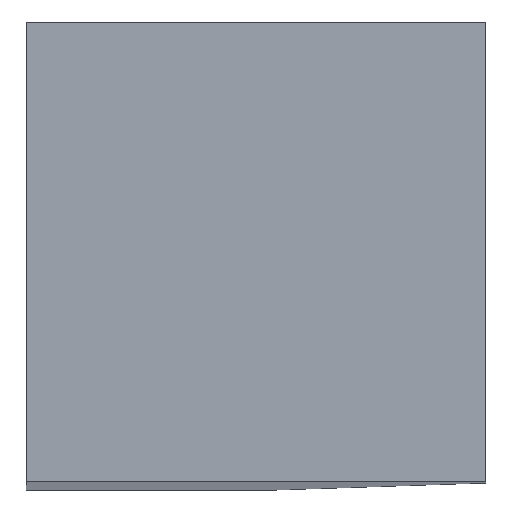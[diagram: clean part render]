
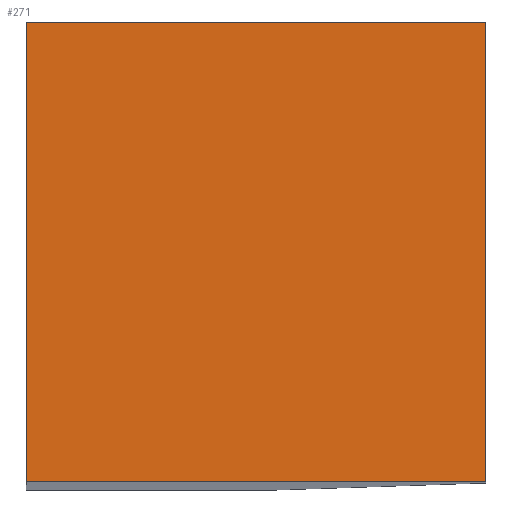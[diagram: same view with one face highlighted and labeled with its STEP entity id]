
A CAD part, top view. The second image highlights one B-rep face of the part: STEP entity #271.
In plain terms, the highlighted planar face has unit normal (0, 0, 1).
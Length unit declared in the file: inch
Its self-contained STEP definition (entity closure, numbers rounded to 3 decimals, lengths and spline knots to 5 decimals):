
#29=FACE_OUTER_BOUND('',#45,.T.);
#45=EDGE_LOOP('',(#237,#238,#239,#240));
#73=LINE('',#422,#108);
#76=LINE('',#427,#111);
#79=LINE('',#433,#114);
#80=LINE('',#435,#115);
#108=VECTOR('',#347,0.3937);
#111=VECTOR('',#352,0.3937);
#114=VECTOR('',#357,0.3937);
#115=VECTOR('',#360,0.3937);
#135=VERTEX_POINT('',#419);
#136=VERTEX_POINT('',#421);
#137=VERTEX_POINT('',#425);
#139=VERTEX_POINT('',#431);
#166=EDGE_CURVE('',#136,#135,#73,.T.);
#169=EDGE_CURVE('',#135,#137,#76,.T.);
#172=EDGE_CURVE('',#137,#139,#79,.T.);
#173=EDGE_CURVE('',#139,#136,#80,.T.);
#237=ORIENTED_EDGE('',*,*,#173,.T.);
#238=ORIENTED_EDGE('',*,*,#166,.T.);
#239=ORIENTED_EDGE('',*,*,#169,.T.);
#240=ORIENTED_EDGE('',*,*,#172,.T.);
#257=PLANE('',#299);
#271=ADVANCED_FACE('',(#29),#257,.T.);
#299=AXIS2_PLACEMENT_3D('',#437,#362,#363);
#347=DIRECTION('',(0.,1.,0.));
#352=DIRECTION('',(-1.,0.,0.));
#357=DIRECTION('',(0.,-1.,0.));
#360=DIRECTION('',(1.,0.,0.));
#362=DIRECTION('center_axis',(0.,0.,1.));
#363=DIRECTION('ref_axis',(1.,0.,0.));
#419=CARTESIAN_POINT('',(1.375,1.375,30.));
#421=CARTESIAN_POINT('',(1.375,-1.375,30.));
#422=CARTESIAN_POINT('',(1.375,1.375,30.));
#425=CARTESIAN_POINT('',(-1.375,1.375,30.));
#427=CARTESIAN_POINT('',(-1.375,1.375,30.));
#431=CARTESIAN_POINT('',(-1.375,-1.375,30.));
#433=CARTESIAN_POINT('',(-1.375,-1.375,30.));
#435=CARTESIAN_POINT('',(1.375,-1.375,30.));
#437=CARTESIAN_POINT('Origin',(0.,0.,
30.));
